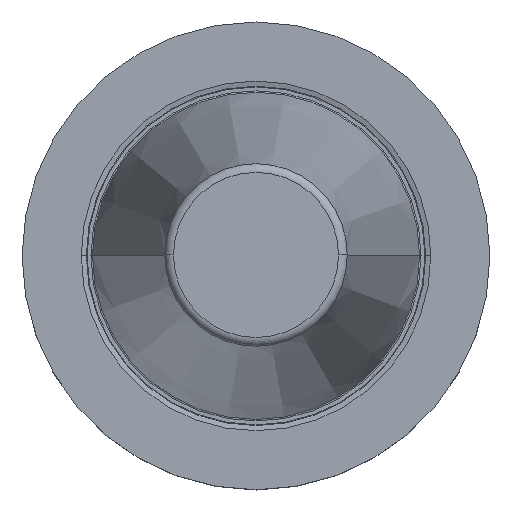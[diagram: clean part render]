
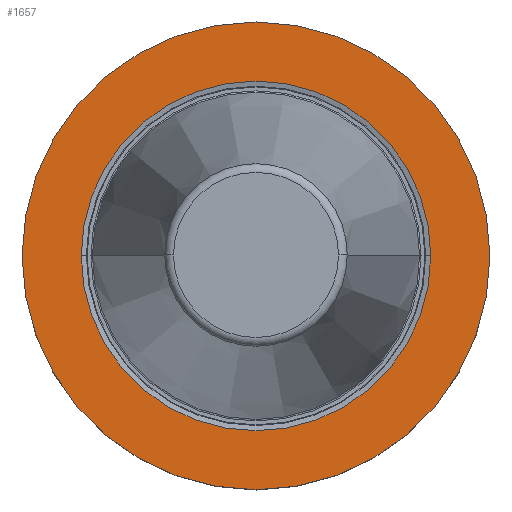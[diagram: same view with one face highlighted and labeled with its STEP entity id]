
A CAD part, top view. The second image highlights one B-rep face of the part: STEP entity #1657.
In plain terms, the highlighted planar face has unit normal (0, 0, 1).
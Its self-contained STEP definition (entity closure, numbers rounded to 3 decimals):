
#112=CARTESIAN_POINT('',(0.,0.,-3.2));
#113=DIRECTION('',(0.,0.,1.));
#114=DIRECTION('',(1.,0.,0.));
#115=AXIS2_PLACEMENT_3D('',#112,#113,#114);
#120=CARTESIAN_POINT('',(0.,0.,-3.2));
#121=DIRECTION('',(0.,0.,-1.));
#122=DIRECTION('',(1.,0.,0.));
#123=AXIS2_PLACEMENT_3D('',#120,#121,#122);
#128=CARTESIAN_POINT('',(0.,0.,-3.2));
#129=DIRECTION('',(0.,0.,1.));
#130=DIRECTION('',(1.,0.,0.));
#131=AXIS2_PLACEMENT_3D('',#128,#129,#130);
#136=CARTESIAN_POINT('',(0.,0.,-3.2));
#137=DIRECTION('',(0.,0.,1.));
#138=DIRECTION('',(-1.,0.,0.));
#139=AXIS2_PLACEMENT_3D('',#136,#137,#138);
#1446=CARTESIAN_POINT('',(31.775,0.,-3.2));
#1447=CARTESIAN_POINT('',(-31.775,0.,-3.2));
#1448=VERTEX_POINT('',#1446);
#1449=VERTEX_POINT('',#1447);
#1512=CARTESIAN_POINT('',(23.746,0.,-3.2));
#1513=VERTEX_POINT('',#1512);
#1516=CARTESIAN_POINT('',(-23.746,0.,-3.2));
#1517=VERTEX_POINT('',#1516);
#1642=CARTESIAN_POINT('',(0.,0.,-3.2));
#1643=DIRECTION('',(0.,0.,-1.));
#1644=DIRECTION('',(-1.,0.,0.));
#1645=AXIS2_PLACEMENT_3D('',#1642,#1643,#1644);
#1646=PLANE('',#1645);
#1647=ORIENTED_EDGE('',*,*,#1623,.F.);
#1648=ORIENTED_EDGE('',*,*,#1565,.T.);
#1649=EDGE_LOOP('',(#1647,#1648));
#1650=FACE_OUTER_BOUND('',#1649,.F.);
#1652=ORIENTED_EDGE('',*,*,#1651,.T.);
#1654=ORIENTED_EDGE('',*,*,#1653,.T.);
#1655=EDGE_LOOP('',(#1652,#1654));
#1656=FACE_BOUND('',#1655,.F.);
#1657=ADVANCED_FACE('',(#1650,#1656),#1646,.F.);
#116=CIRCLE('',#115,31.775);
#124=CIRCLE('',#123,31.775);
#132=CIRCLE('',#131,23.746);
#140=CIRCLE('',#139,23.746);
#1565=EDGE_CURVE('',#1448,#1449,#124,.T.);
#1623=EDGE_CURVE('',#1448,#1449,#116,.T.);
#1651=EDGE_CURVE('',#1513,#1517,#132,.T.);
#1653=EDGE_CURVE('',#1517,#1513,#140,.T.);
